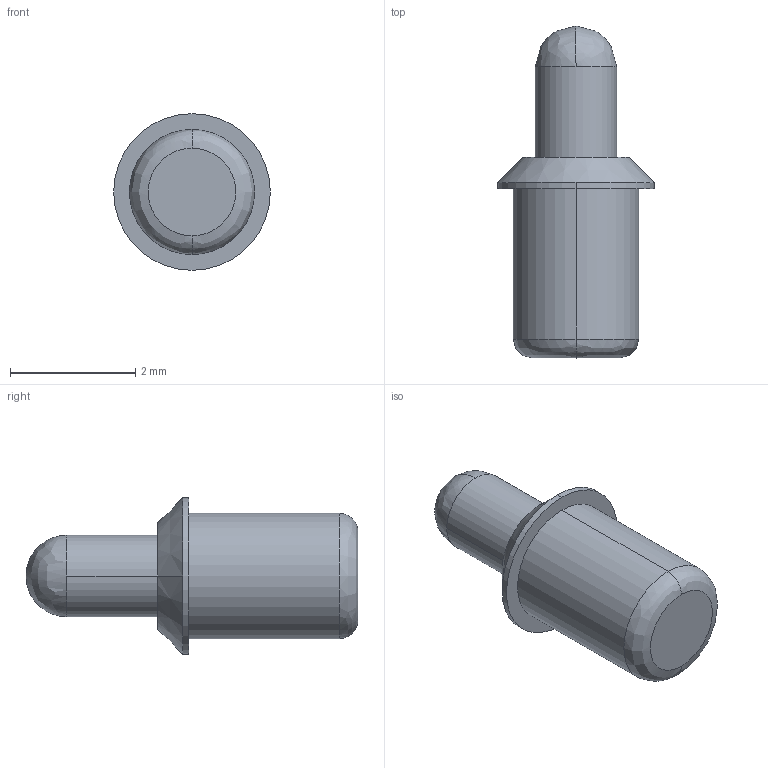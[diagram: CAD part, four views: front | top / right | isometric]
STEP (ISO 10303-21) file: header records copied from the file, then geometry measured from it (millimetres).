
FILE_DESCRIPTION (( 'STEP AP214' ), '1' );
FILE_NAME ('lppin.STEP', '2020-04-30T15:10:24', ( '' ), ( '' ), 'SwSTEP 2.0', 'SolidWorks 2017', '' );
FILE_SCHEMA (( 'AUTOMOTIVE_DESIGN' ));
Length unit declared in the file: millimetre
Products named in the file (1): PC3JSG
Bounding box: 2.5 x 5.3 x 2.5 mm (x, y, z)
Volume: 12.8 mm3; surface area: 35.1 mm2
Topology: 1 solids, 1 shells, 15 faces, 35 edges, 20 vertices
Faces by surface type: cylinder 6, bspline 4, plane 3, cone 2
Entity records: 358 total; most frequent: CARTESIAN_POINT 106, ORIENTED_EDGE 62, EDGE_CURVE 31, VERTEX_POINT 20, AXIS2_PLACEMENT_3D 17, DIRECTION 17, EDGE_LOOP 17, FACE_OUTER_BOUND 15
